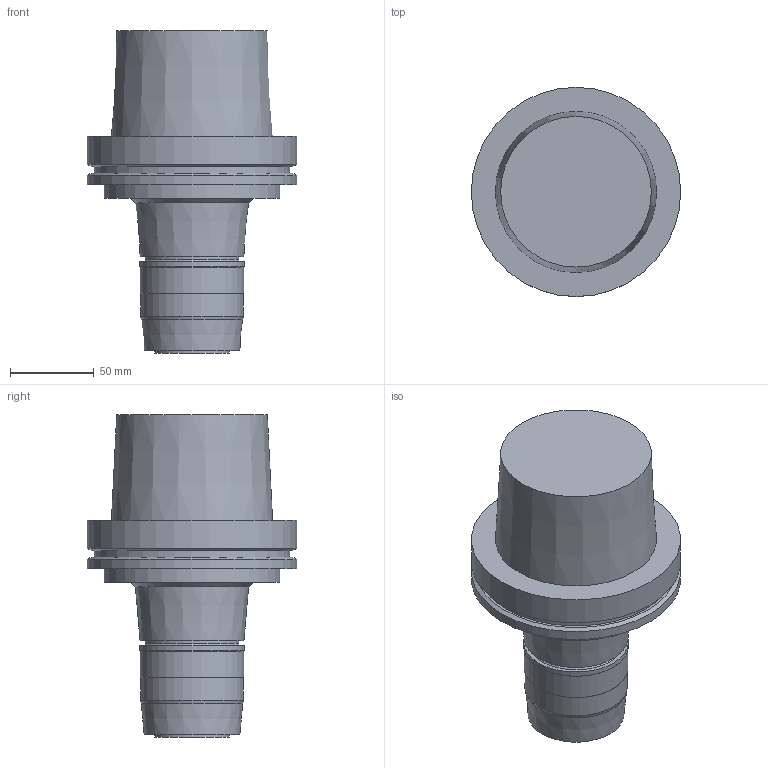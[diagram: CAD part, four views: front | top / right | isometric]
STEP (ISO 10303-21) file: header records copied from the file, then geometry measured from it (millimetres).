
FILE_DESCRIPTION((''),'1');
FILE_NAME('HSK-A125-HMC1.000J-5.stp','2017-07-11T01:38:05',(''),(''),'Spatial Interop R21 SP3','Kubotek KeyCreator 2011 V10.0.2 (22737)',' ');
FILE_SCHEMA(('automotive_design'));
Length unit declared in the file: millimetre
Products named in the file (1): Unnamed[1]
Bounding box: 125 x 125 x 192.4 mm (x, y, z)
Volume: 1127955.8 mm3; surface area: 76054.3 mm2
Topology: 1 solids, 1 shells, 29 faces, 47 edges, 28 vertices
Faces by surface type: plane 10, cone 10, cylinder 9
Full cylindrical faces by diameter (mm): 44.77 x1, 56 x1, 61.5 x1, 62 x1, 62.7 x1, 105 x1, 117 x1, 125 x2
Entity records: 1090 total; most frequent: DIRECTION 116, PRESENTATION_STYLE_ASSIGNMENT 88, COLOUR_RGB 88, CARTESIAN_POINT 86, STYLED_ITEM 58, AXIS2_PLACEMENT_3D 58, CURVE_STYLE 58, DRAUGHTING_PRE_DEFINED_CURVE_FONT 58
